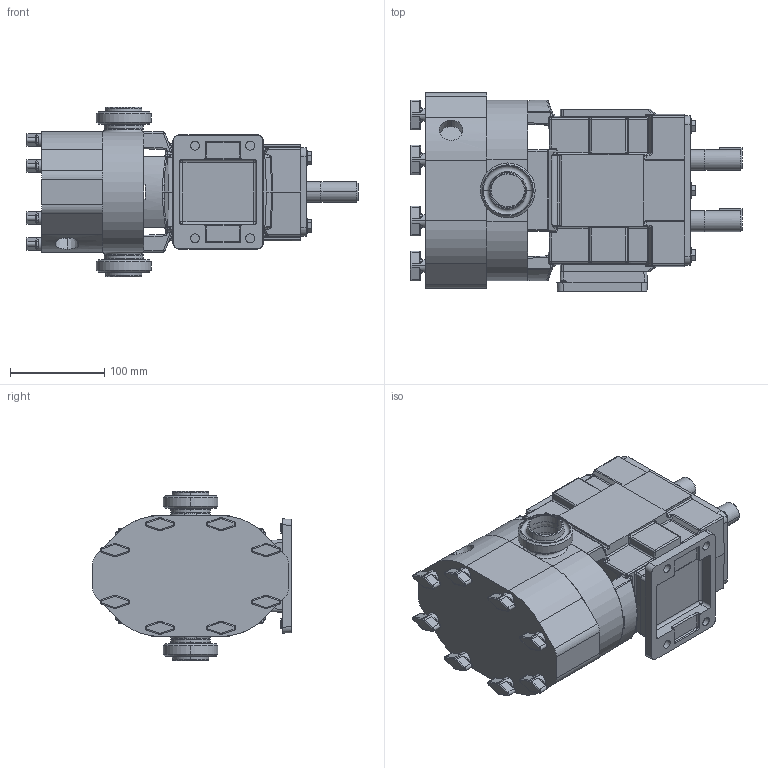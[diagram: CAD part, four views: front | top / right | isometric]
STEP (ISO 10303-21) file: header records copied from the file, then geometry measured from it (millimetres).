
FILE_DESCRIPTION (( 'STEP AP214' ), '1' );
FILE_NAME ('TRA10-0180-026.STEP', '2024-03-26T17:55:29', ( '' ), ( '' ), 'SwSTEP 2.0', 'SolidWorks 2022', '' );
FILE_SCHEMA (( 'AUTOMOTIVE_DESIGN' ));
Length unit declared in the file: inch
Products named in the file (5): TRA10-0150-COVER-JACKET; TRA10-0150-GEARBOX-H; TRA10-0180-BODY; TRA10-0180-026; 0300RJT15
Assembly tree (5 placements, depth 2):
  TRA10-0180-026
    TRA10-0150-GEARBOX-H
    TRA10-0180-BODY
    TRA10-0150-COVER-JACKET
    0300RJT15  x2
Bounding box: 353.06 x 211.14 x 179.98 mm (x, y, z)
Volume: 5084694.8 mm3; surface area: 352126.8 mm2
Topology: 5 solids, 5 shells, 1173 faces, 2809 edges, 1622 vertices
Faces by surface type: cylinder 445, plane 320, bspline 196, torus 88, cone 62, sphere 62
Entity records: 38477 total; most frequent: CARTESIAN_POINT 13672, ORIENTED_EDGE 5382, DIRECTION 4975, EDGE_CURVE 2691, AXIS2_PLACEMENT_3D 1899, VERTEX_POINT 1590, EDGE_LOOP 1191, LINE 1177
